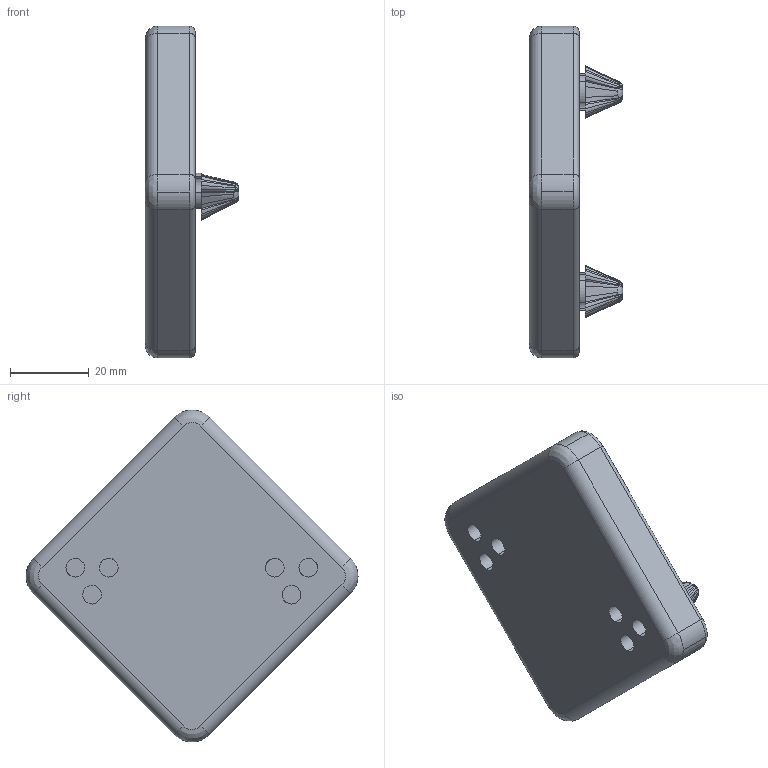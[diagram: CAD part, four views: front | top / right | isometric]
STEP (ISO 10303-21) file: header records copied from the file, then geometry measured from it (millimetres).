
FILE_DESCRIPTION(('CATIA V5 STEP Exchange','CAx-IF Rec.Pracs.--- Model Styling and Organization---1.5--- 2016-08-15','CAx-IF Rec.Pracs.---Supplemental Geometry---1.0---2011-11-01','CAx-IF Rec.Pracs.--- Composite Materials ---1.1---2010-07-15'),'2;1');
FILE_NAME('DE1274 SQUARE PAD DET F_LD.stp','2025-05-29T13:09:34+00:00',('none'),('none'),'CATIA Version 5-6 Release 2022 SP3','CATIA V5 STEP AP214 Edition 3 v2','none');
FILE_SCHEMA(('AUTOMOTIVE_DESIGN { 1 0 10303 214 3 1 1 1 }'));
Length unit declared in the file: inch
Products named in the file (1): DE1274 SQUARE PAD DETAIL F_LD
Bounding box: 23.81 x 84.54 x 84.54 mm (x, y, z)
Volume: 30370.8 mm3; surface area: 13355.2 mm2
Topology: 1 solids, 1 shells, 216 faces, 606 edges, 386 vertices
Faces by surface type: bspline 191, plane 25
Entity records: 9651 total; most frequent: CARTESIAN_POINT 5846, ORIENTED_EDGE 1206, EDGE_CURVE 603, B_SPLINE_CURVE_WITH_KNOTS 415, VERTEX_POINT 386, EDGE_LOOP 225, ADVANCED_FACE 216, OVER_RIDING_STYLED_ITEM 216
